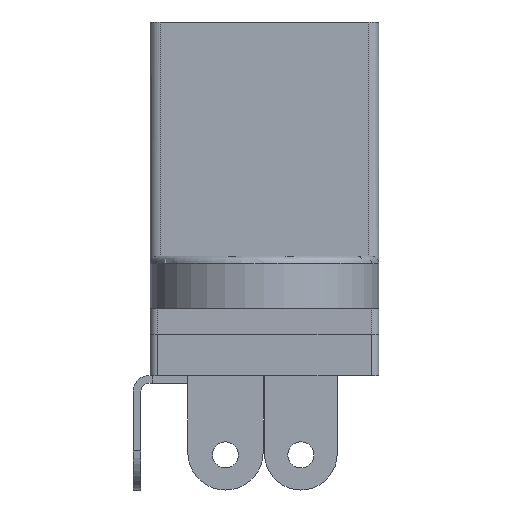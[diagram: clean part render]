
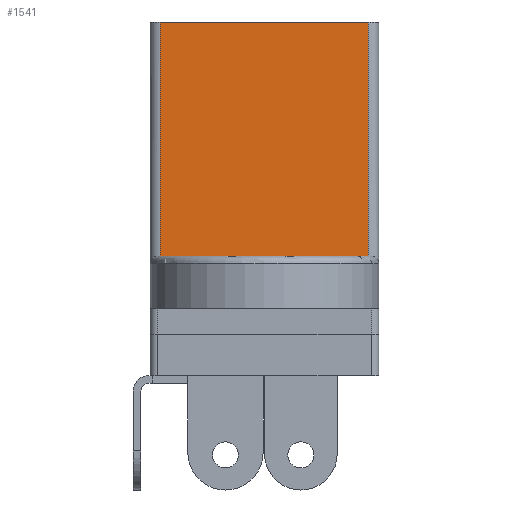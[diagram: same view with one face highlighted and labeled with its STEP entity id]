
A CAD part, front view. The second image highlights one B-rep face of the part: STEP entity #1541.
In plain terms, the highlighted planar face has unit normal (0, -1, 0).
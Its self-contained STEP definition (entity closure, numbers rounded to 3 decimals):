
#77=PLANE('',#1688);
#185=LINE('',#2477,#319);
#209=LINE('',#2719,#343);
#210=LINE('',#2721,#344);
#211=LINE('',#2722,#345);
#319=VECTOR('',#2032,1000.);
#343=VECTOR('',#2074,1000.);
#344=VECTOR('',#2075,1000.);
#345=VECTOR('',#2076,1000.);
#447=FACE_OUTER_BOUND('',#541,.T.);
#541=EDGE_LOOP('',(#1301,#1302,#1303,#1304));
#735=VERTEX_POINT('',#2474);
#736=VERTEX_POINT('',#2476);
#758=VERTEX_POINT('',#2718);
#759=VERTEX_POINT('',#2720);
#921=EDGE_CURVE('',#735,#736,#185,.T.);
#949=EDGE_CURVE('',#736,#758,#209,.T.);
#950=EDGE_CURVE('',#759,#735,#210,.T.);
#951=EDGE_CURVE('',#758,#759,#211,.T.);
#1301=ORIENTED_EDGE('',*,*,#949,.F.);
#1302=ORIENTED_EDGE('',*,*,#921,.F.);
#1303=ORIENTED_EDGE('',*,*,#950,.F.);
#1304=ORIENTED_EDGE('',*,*,#951,.F.);
#1541=ADVANCED_FACE('',(#447),#77,.F.);
#1688=AXIS2_PLACEMENT_3D('',#2717,#2072,#2073);
#2032=DIRECTION('',(1.,0.,0.));
#2072=DIRECTION('center_axis',(0.,1.,0.));
#2073=DIRECTION('ref_axis',(0.,0.,1.));
#2074=DIRECTION('',(0.,0.,-1.));
#2075=DIRECTION('',(0.,0.,1.));
#2076=DIRECTION('',(-1.,0.,0.));
#2474=CARTESIAN_POINT('',(-4.,-6.9,9.));
#2476=CARTESIAN_POINT('',(4.,-6.9,9.));
#2477=CARTESIAN_POINT('',(-4.,-6.9,9.));
#2717=CARTESIAN_POINT('Origin',(-4.,-6.9,9.));
#2718=CARTESIAN_POINT('',(4.,-6.9,0.));
#2719=CARTESIAN_POINT('',(4.,-6.9,9.));
#2720=CARTESIAN_POINT('',(-4.,-6.9,0.));
#2721=CARTESIAN_POINT('',(-4.,-6.9,9.));
#2722=CARTESIAN_POINT('',(-4.,-6.9,0.));
